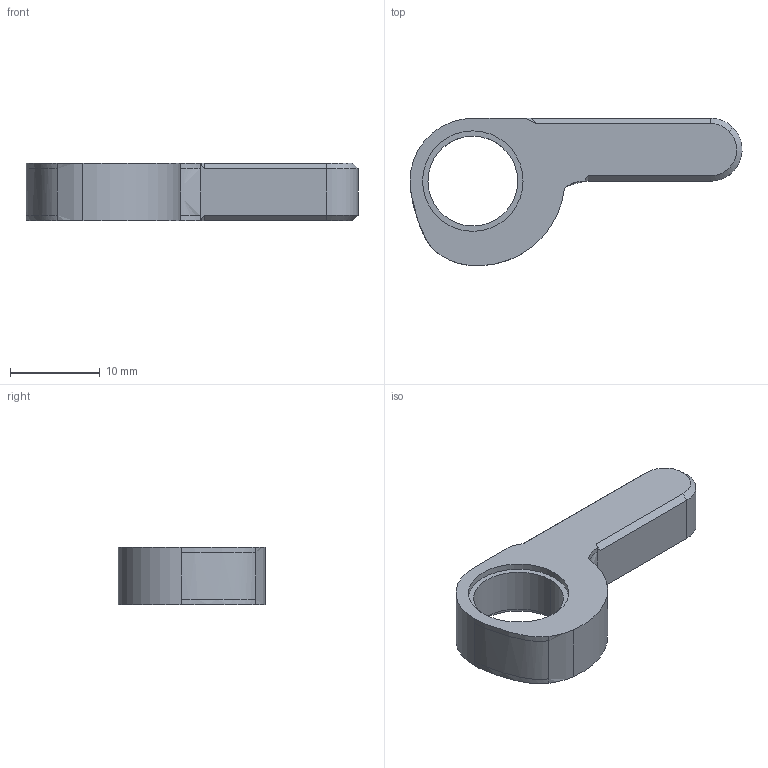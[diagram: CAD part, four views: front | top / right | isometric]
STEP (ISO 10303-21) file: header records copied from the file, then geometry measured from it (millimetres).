
FILE_DESCRIPTION (( 'STEP AP214' ), '1' );
FILE_NAME ('belt clamp lever.STEP', '2021-03-12T15:34:33', ( '' ), ( '' ), 'SwSTEP 2.0', 'SolidWorks 2019', '' );
FILE_SCHEMA (( 'AUTOMOTIVE_DESIGN' ));
Length unit declared in the file: millimetre
Products named in the file (1): belt clamp lever
Bounding box: 36.99 x 16.42 x 6.4 mm (x, y, z)
Volume: 1837.1 mm3; surface area: 1355.7 mm2
Topology: 1 solids, 1 shells, 39 faces, 99 edges, 64 vertices
Faces by surface type: plane 18, cylinder 12, bspline 5, cone 4
Entity records: 1318 total; most frequent: CARTESIAN_POINT 349, ORIENTED_EDGE 198, DIRECTION 184, EDGE_CURVE 99, VERTEX_POINT 64, LINE 62, VECTOR 62, AXIS2_PLACEMENT_3D 61
